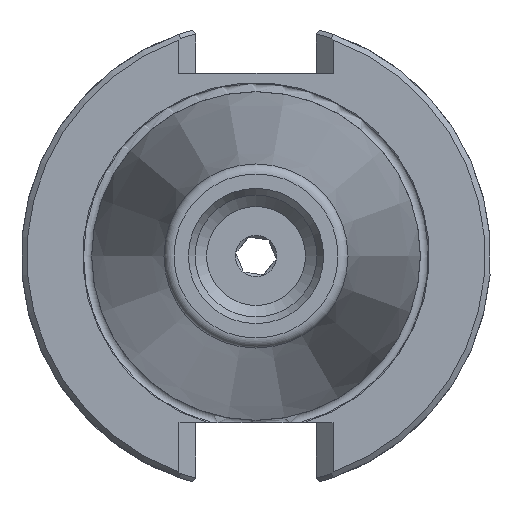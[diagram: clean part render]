
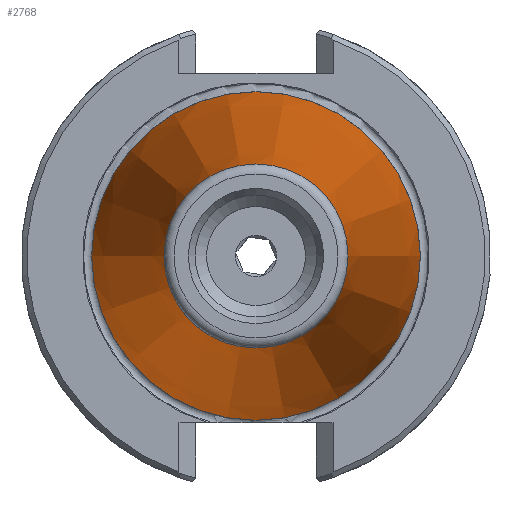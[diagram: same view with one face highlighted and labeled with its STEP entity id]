
A CAD part, left-side view. The second image highlights one B-rep face of the part: STEP entity #2768.
In plain terms, the highlighted conical face has half-angle 8.297 degrees and reference radius 17.248 mm.
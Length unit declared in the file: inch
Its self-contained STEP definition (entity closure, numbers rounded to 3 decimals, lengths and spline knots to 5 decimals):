
#199=CONICAL_SURFACE('',#2983,0.67904,8.297);
#627=FACE_BOUND('',#916,.T.);
#716=FACE_OUTER_BOUND('',#915,.T.);
#915=EDGE_LOOP('',(#2107));
#916=EDGE_LOOP('',(#2108));
#1092=CIRCLE('',#2970,0.875);
#1098=CIRCLE('',#2981,0.48982);
#1283=VERTEX_POINT('',#5041);
#1289=VERTEX_POINT('',#5058);
#1592=EDGE_CURVE('',#1283,#1283,#1092,.T.);
#1598=EDGE_CURVE('',#1289,#1289,#1098,.T.);
#2107=ORIENTED_EDGE('',*,*,#1592,.F.);
#2108=ORIENTED_EDGE('',*,*,#1598,.F.);
#2768=ADVANCED_FACE('',(#716,#627),#199,.T.);
#2970=AXIS2_PLACEMENT_3D('',#5042,#3406,#3407);
#2981=AXIS2_PLACEMENT_3D('',#5059,#3428,#3429);
#2983=AXIS2_PLACEMENT_3D('',#5061,#3432,#3433);
#3406=DIRECTION('center_axis',(1.,0.,0.));
#3407=DIRECTION('ref_axis',(0.,1.,0.));
#3428=DIRECTION('center_axis',(-1.,0.,0.));
#3429=DIRECTION('ref_axis',(0.,-1.,0.));
#3432=DIRECTION('center_axis',(1.,0.,0.));
#3433=DIRECTION('ref_axis',(0.,1.,0.));
#5041=CARTESIAN_POINT('',(0.,0.875,0.));
#5042=CARTESIAN_POINT('Origin',(0.,0.,0.));
#5058=CARTESIAN_POINT('',(-2.64129,0.48982,0.));
#5059=CARTESIAN_POINT('Origin',(-2.64129,0.,
0.));
#5061=CARTESIAN_POINT('Origin',(-1.34375,0.,0.));
